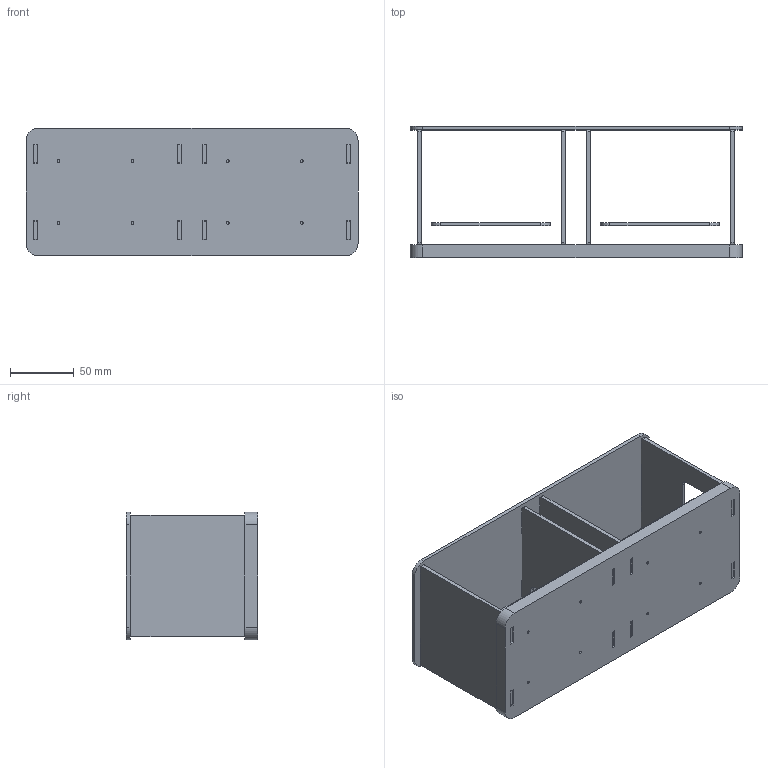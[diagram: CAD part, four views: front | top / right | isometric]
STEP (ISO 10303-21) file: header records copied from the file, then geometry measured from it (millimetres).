
FILE_DESCRIPTION(/* description */ (''),/* implementation_level */ '2;1');
FILE_NAME(/* name */ 'Controller-cover.stp',/* time_stamp */ '2025-04-02T17:31:36+02:00',/* author */ ('au598657'),/* organization */ ('Aarhus University'),/* preprocessor_version */ 'ST-DEVELOPER v20',/* originating_system */ 'Autodesk Inventor 2025',/* authorisation */ '');
FILE_SCHEMA (('AUTOMOTIVE_DESIGN { 1 0 10303 214 3 1 1 }'));
Length unit declared in the file: millimetre
Products named in the file (7): Controller-cover; Bottom-plate; Right-plate; RPi-base; Top-plate; Mid-plate; Left-plate
Assembly tree (8 placements, depth 2):
  Controller-cover
    Bottom-plate
    Right-plate
    RPi-base  x2
    Top-plate
    Mid-plate  x2
    Left-plate
Bounding box: 260 x 103 x 100 mm (x, y, z)
Volume: 460574.3 mm3; surface area: 213922.8 mm2
Topology: 8 solids, 8 shells, 428 faces, 1236 edges, 824 vertices
Faces by surface type: plane 260, cylinder 168
Full cylindrical faces by diameter (mm): 2.1 x8, 2.6 x8, 3.75 x4
Entity records: 10255 total; most frequent: CARTESIAN_POINT 1743, ORIENTED_EDGE 1716, DIRECTION 1696, EDGE_CURVE 858, LINE 646, VECTOR 646, VERTEX_POINT 572, AXIS2_PLACEMENT_3D 525
